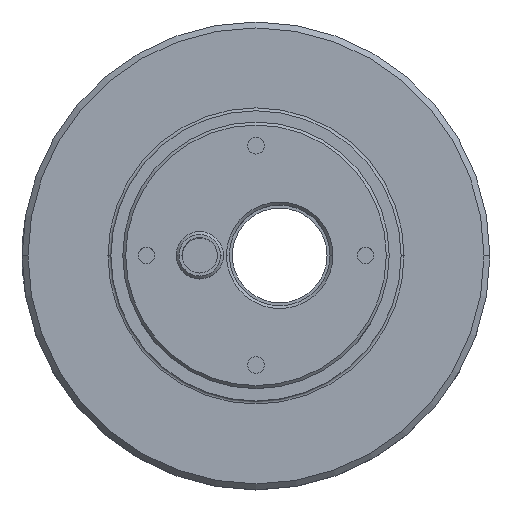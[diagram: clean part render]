
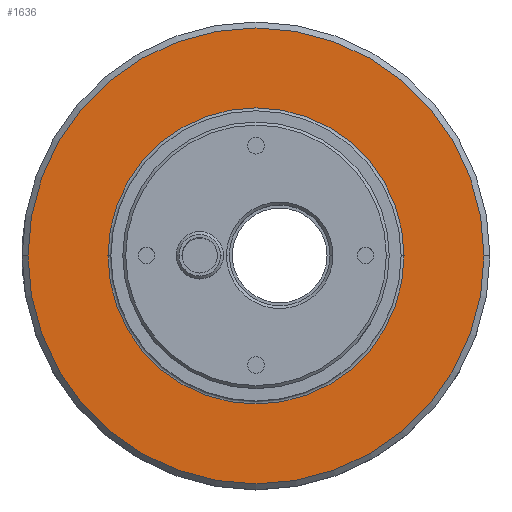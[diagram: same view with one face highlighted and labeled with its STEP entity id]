
A CAD part, top view. The second image highlights one B-rep face of the part: STEP entity #1636.
In plain terms, the highlighted planar face has unit normal (0, 0, 1).
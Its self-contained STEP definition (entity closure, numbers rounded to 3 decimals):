
#651=CARTESIAN_POINT(' ',(34.5,0.,38.));
#652=VERTEX_POINT(' ',#651);
#666=CARTESIAN_POINT(' ',(-4.,0.,38.));
#671=DIRECTION(' ',(0.,0.,-1.));
#676=DIRECTION(' ',(1.,0.,0.));
#681=AXIS2_PLACEMENT_3D(' ',#666,#671,#676);
#686=CIRCLE('',#681,38.5);
#691=CARTESIAN_POINT(' ',(-42.5,0.,38.));
#692=VERTEX_POINT(' ',#691);
#696=EDGE_CURVE(' ',#652,#692,#686,.T.);
#1356=CARTESIAN_POINT(' ',(-4.,0.,38.));
#1361=DIRECTION(' ',(0.,0.,-1.));
#1366=DIRECTION(' ',(-1.,0.,0.));
#1371=AXIS2_PLACEMENT_3D(' ',#1356,#1361,#1366);
#1376=CIRCLE('',#1371,38.5);
#1381=EDGE_CURVE(' ',#692,#652,#1376,.T.);
#1501=DIRECTION(' ',(0.,0.,1.));
#1506=CARTESIAN_POINT(' ',(-42.5,-39.755,38.));
#1511=DIRECTION(' ',(1.,0.,0.));
#1516=AXIS2_PLACEMENT_3D(' ',#1506,#1501,#1511);
#1521=PLANE('',#1516);
#1526=ORIENTED_EDGE(' ',*,*,#696,.F.);
#1531=ORIENTED_EDGE(' ',*,*,#1381,.F.);
#1536=EDGE_LOOP(' ',(#1526,#1531));
#1541=FACE_OUTER_BOUND(' ',#1536,.T.);
#1546=CARTESIAN_POINT(' ',(-4.,0.,38.));
#1551=DIRECTION(' ',(0.,0.,-1.));
#1556=DIRECTION(' ',(1.,0.,0.));
#1561=AXIS2_PLACEMENT_3D(' ',#1546,#1551,#1556);
#1566=CIRCLE('',#1561,25.);
#1571=CARTESIAN_POINT(' ',(21.,0.,38.));
#1572=VERTEX_POINT(' ',#1571);
#1576=CARTESIAN_POINT(' ',(-29.,0.,38.));
#1577=VERTEX_POINT(' ',#1576);
#1581=EDGE_CURVE(' ',#1572,#1577,#1566,.T.);
#1586=ORIENTED_EDGE(' ',*,*,#1581,.T.);
#1591=CARTESIAN_POINT(' ',(-4.,0.,38.));
#1596=DIRECTION(' ',(0.,-0.,-1.));
#1601=DIRECTION(' ',(-1.,0.,0.));
#1606=AXIS2_PLACEMENT_3D(' ',#1591,#1596,#1601);
#1611=CIRCLE('',#1606,25.);
#1616=EDGE_CURVE(' ',#1577,#1572,#1611,.T.);
#1621=ORIENTED_EDGE(' ',*,*,#1616,.T.);
#1626=EDGE_LOOP(' ',(#1586,#1621));
#1631=FACE_BOUND(' ',#1626,.T.);
#1636=ADVANCED_FACE('NONE.3',(#1541,#1631),#1521,.T.);
